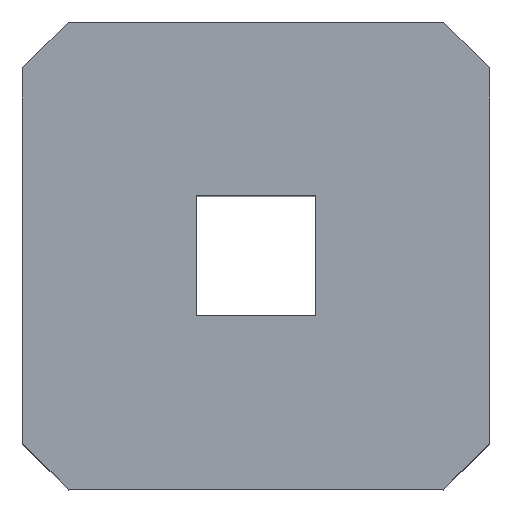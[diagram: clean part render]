
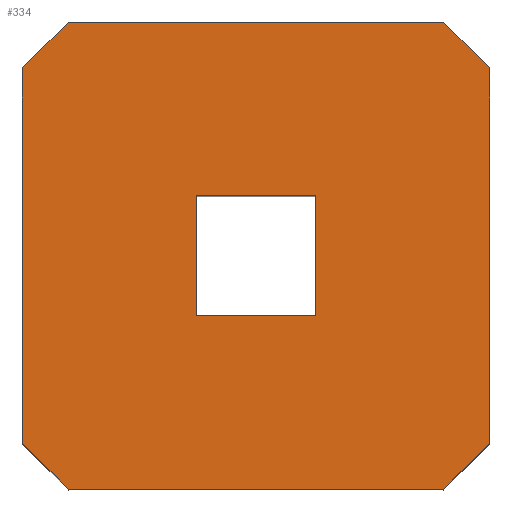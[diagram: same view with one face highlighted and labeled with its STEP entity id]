
A CAD part, top view. The second image highlights one B-rep face of the part: STEP entity #334.
In plain terms, the highlighted planar face has unit normal (0, 0, 1).
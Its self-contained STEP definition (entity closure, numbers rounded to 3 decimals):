
#80=ORIENTED_EDGE('',*,*,#125,.F.);
#81=ORIENTED_EDGE('',*,*,#116,.F.);
#82=ORIENTED_EDGE('',*,*,#120,.F.);
#83=ORIENTED_EDGE('',*,*,#123,.F.);
#84=ORIENTED_EDGE('',*,*,#143,.T.);
#85=ORIENTED_EDGE('',*,*,#141,.T.);
#86=ORIENTED_EDGE('',*,*,#139,.T.);
#87=ORIENTED_EDGE('',*,*,#137,.T.);
#88=ORIENTED_EDGE('',*,*,#134,.T.);
#89=ORIENTED_EDGE('',*,*,#132,.T.);
#90=ORIENTED_EDGE('',*,*,#130,.T.);
#91=ORIENTED_EDGE('',*,*,#128,.T.);
#116=EDGE_CURVE('',#158,#159,#188,.T.);
#120=EDGE_CURVE('',#161,#158,#192,.T.);
#123=EDGE_CURVE('',#163,#161,#195,.T.);
#125=EDGE_CURVE('',#159,#163,#197,.T.);
#128=EDGE_CURVE('',#164,#165,#200,.T.);
#130=EDGE_CURVE('',#166,#164,#202,.T.);
#132=EDGE_CURVE('',#167,#166,#204,.T.);
#134=EDGE_CURVE('',#168,#167,#206,.T.);
#137=EDGE_CURVE('',#169,#168,#209,.T.);
#139=EDGE_CURVE('',#170,#169,#211,.T.);
#141=EDGE_CURVE('',#171,#170,#213,.T.);
#143=EDGE_CURVE('',#165,#171,#215,.T.);
#158=VERTEX_POINT('',#485);
#159=VERTEX_POINT('',#487);
#161=VERTEX_POINT('',#493);
#163=VERTEX_POINT('',#499);
#164=VERTEX_POINT('',#506);
#165=VERTEX_POINT('',#508);
#166=VERTEX_POINT('',#512);
#167=VERTEX_POINT('',#516);
#168=VERTEX_POINT('',#521);
#169=VERTEX_POINT('',#525);
#170=VERTEX_POINT('',#529);
#171=VERTEX_POINT('',#533);
#188=LINE('',#486,#232);
#192=LINE('',#494,#236);
#195=LINE('',#500,#239);
#197=LINE('',#503,#241);
#200=LINE('',#509,#244);
#202=LINE('',#513,#246);
#204=LINE('',#517,#248);
#206=LINE('',#520,#250);
#209=LINE('',#526,#253);
#211=LINE('',#530,#255);
#213=LINE('',#534,#257);
#215=LINE('',#537,#259);
#232=VECTOR('',#395,1000.);
#236=VECTOR('',#401,1000.);
#239=VECTOR('',#406,1000.);
#241=VECTOR('',#410,1000.);
#244=VECTOR('',#415,1000.);
#246=VECTOR('',#419,1000.);
#248=VECTOR('',#423,1000.);
#250=VECTOR('',#427,1000.);
#253=VECTOR('',#432,1000.);
#255=VECTOR('',#436,1000.);
#257=VECTOR('',#440,1000.);
#259=VECTOR('',#444,1000.);
#276=EDGE_LOOP('',(#80,#81,#82,#83));
#277=EDGE_LOOP('',(#84,#85,#86,#87,#88,#89,#90,#91));
#296=FACE_BOUND('',#276,.T.);
#297=FACE_BOUND('',#277,.T.);
#316=PLANE('',#365);
#334=ADVANCED_FACE('',(#296,#297),#316,.F.);
#365=AXIS2_PLACEMENT_3D('',#538,#445,#446);
#395=DIRECTION('',(1.,0.,0.));
#401=DIRECTION('',(0.,-1.,0.));
#406=DIRECTION('',(-1.,0.,0.));
#410=DIRECTION('',(0.,1.,0.));
#415=DIRECTION('',(-0.707,0.707,0.));
#419=DIRECTION('',(0.,1.,0.));
#423=DIRECTION('',(0.707,0.707,0.));
#427=DIRECTION('',(1.,0.,0.));
#432=DIRECTION('',(0.707,-0.707,0.));
#436=DIRECTION('',(0.,-1.,0.));
#440=DIRECTION('',(-0.707,-0.707,0.));
#444=DIRECTION('',(-1.,0.,0.));
#445=DIRECTION('',(0.,0.,-1.));
#446=DIRECTION('',(-1.,0.,0.));
#485=CARTESIAN_POINT('',(-5.405,-0.325,2.29));
#486=CARTESIAN_POINT('',(-5.405,-0.325,2.29));
#487=CARTESIAN_POINT('',(-4.755,-0.325,2.29));
#493=CARTESIAN_POINT('',(-5.405,0.325,2.29));
#494=CARTESIAN_POINT('',(-5.405,-0.325,2.29));
#499=CARTESIAN_POINT('',(-4.755,0.325,2.29));
#500=CARTESIAN_POINT('',(-5.405,0.325,2.29));
#503=CARTESIAN_POINT('',(-4.755,-0.325,2.29));
#506=CARTESIAN_POINT('',(-3.81,1.02,2.29));
#508=CARTESIAN_POINT('',(-4.06,1.27,2.29));
#509=CARTESIAN_POINT('',(-4.06,1.27,2.29));
#512=CARTESIAN_POINT('',(-3.81,-1.02,2.29));
#513=CARTESIAN_POINT('',(-3.81,1.02,2.29));
#516=CARTESIAN_POINT('',(-4.06,-1.27,2.29));
#517=CARTESIAN_POINT('',(-4.06,-1.27,2.29));
#520=CARTESIAN_POINT('',(-6.1,-1.27,2.29));
#521=CARTESIAN_POINT('',(-6.1,-1.27,2.29));
#525=CARTESIAN_POINT('',(-6.35,-1.02,2.29));
#526=CARTESIAN_POINT('',(-6.35,-1.02,2.29));
#529=CARTESIAN_POINT('',(-6.35,1.02,2.29));
#530=CARTESIAN_POINT('',(-6.35,1.02,2.29));
#533=CARTESIAN_POINT('',(-6.1,1.27,2.29));
#534=CARTESIAN_POINT('',(-6.35,1.02,2.29));
#537=CARTESIAN_POINT('',(-6.1,1.27,2.29));
#538=CARTESIAN_POINT('',(-5.08,0.,2.29));
